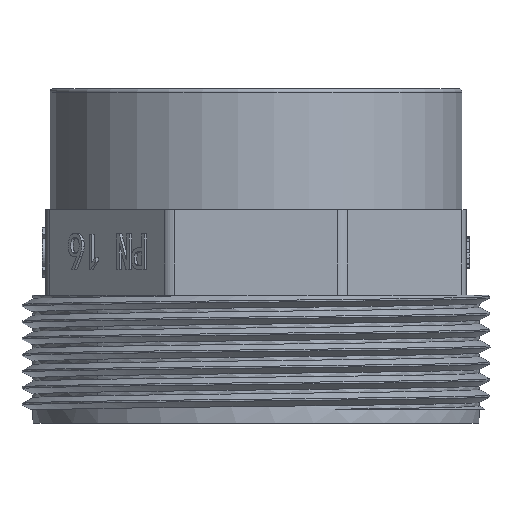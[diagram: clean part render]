
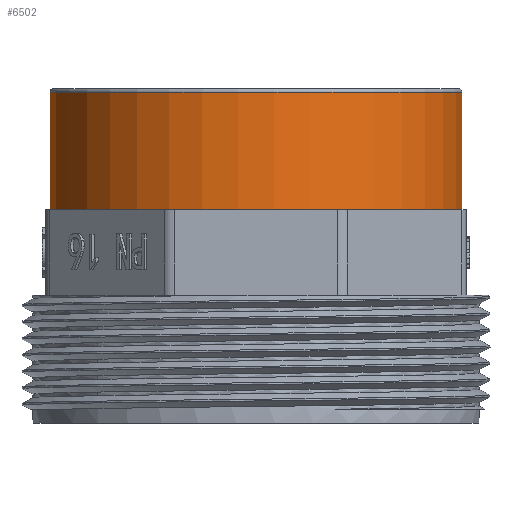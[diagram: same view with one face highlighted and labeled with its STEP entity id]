
A CAD part, front view. The second image highlights one B-rep face of the part: STEP entity #6502.
In plain terms, the highlighted cylindrical face has radius 29 mm (diameter 58 mm), a full revolution.
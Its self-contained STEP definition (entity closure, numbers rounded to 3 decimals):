
#486=FACE_OUTER_BOUND('',#891,.T.);
#891=EDGE_LOOP('',(#4912,#4913,#4914,#4915,#4916));
#1256=CIRCLE('',#6943,29.);
#1257=CIRCLE('',#6944,29.);
#1258=CIRCLE('',#6945,29.);
#1718=LINE('',#18986,#2353);
#2353=VECTOR('',#7655,29.);
#3136=VERTEX_POINT('',#18981);
#3137=VERTEX_POINT('',#18982);
#3138=VERTEX_POINT('',#18985);
#3834=EDGE_CURVE('',#3136,#3137,#1256,.T.);
#3835=EDGE_CURVE('',#3137,#3136,#1257,.T.);
#3836=EDGE_CURVE('',#3136,#3138,#1718,.T.);
#3837=EDGE_CURVE('',#3138,#3138,#1258,.T.);
#4912=ORIENTED_EDGE('',*,*,#3834,.T.);
#4913=ORIENTED_EDGE('',*,*,#3835,.T.);
#4914=ORIENTED_EDGE('',*,*,#3836,.T.);
#4915=ORIENTED_EDGE('',*,*,#3837,.T.);
#4916=ORIENTED_EDGE('',*,*,#3836,.F.);
#6433=CYLINDRICAL_SURFACE('',#6942,29.);
#6502=ADVANCED_FACE('',(#486),#6433,.T.);
#6942=AXIS2_PLACEMENT_3D('',#18980,#7649,#7650);
#6943=AXIS2_PLACEMENT_3D('',#18983,#7651,#7652);
#6944=AXIS2_PLACEMENT_3D('',#18984,#7653,#7654);
#6945=AXIS2_PLACEMENT_3D('',#18987,#7656,#7657);
#7649=DIRECTION('center_axis',(0.,0.,1.));
#7650=DIRECTION('ref_axis',(0.707,-0.707,0.));
#7651=DIRECTION('center_axis',(0.,0.,-1.));
#7652=DIRECTION('ref_axis',(-0.707,0.707,0.));
#7653=DIRECTION('center_axis',(0.,0.,-1.));
#7654=DIRECTION('ref_axis',(-0.707,0.707,0.));
#7655=DIRECTION('',(0.,0.,-1.));
#7656=DIRECTION('center_axis',(0.,0.,1.));
#7657=DIRECTION('ref_axis',(0.707,0.707,0.));
#18980=CARTESIAN_POINT('Origin',(0.,0.,-15.));
#18981=CARTESIAN_POINT('',(-20.506,20.506,46.5));
#18982=CARTESIAN_POINT('',(20.506,-20.506,46.5));
#18983=CARTESIAN_POINT('Origin',(0.,0.,46.5));
#18984=CARTESIAN_POINT('Origin',(0.,0.,46.5));
#18985=CARTESIAN_POINT('',(-20.506,20.506,30.));
#18986=CARTESIAN_POINT('',(-20.506,20.506,-15.));
#18987=CARTESIAN_POINT('Origin',(0.,0.,30.));
